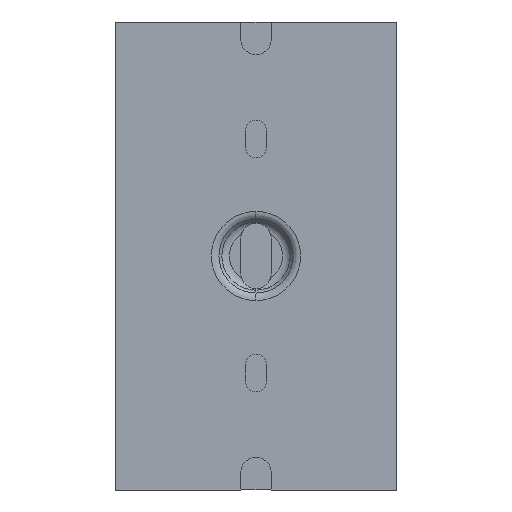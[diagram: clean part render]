
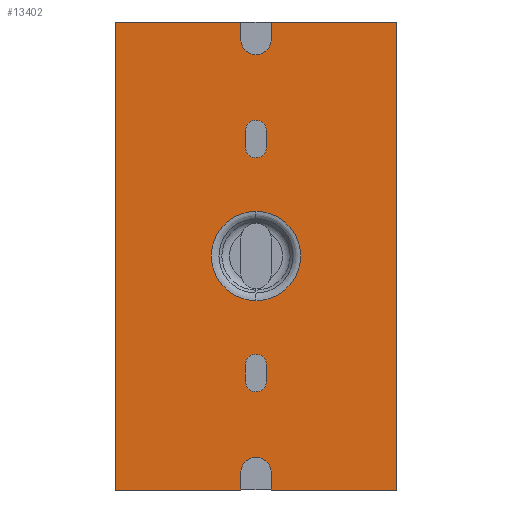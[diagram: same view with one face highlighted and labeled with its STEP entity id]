
A CAD part, front view. The second image highlights one B-rep face of the part: STEP entity #13402.
In plain terms, the highlighted planar face has unit normal (0, -1, 0).
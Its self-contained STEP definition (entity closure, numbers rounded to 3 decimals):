
#4210=DIRECTION('',(-1.,0.,0.));
#4211=VECTOR('',#4210,26.75);
#4212=CARTESIAN_POINT('',(20.,-52.2,1000.));
#4213=LINE('',#4212,#4211);
#4359=DIRECTION('',(-1.,0.,0.));
#4360=VECTOR('',#4359,26.75);
#4361=CARTESIAN_POINT('',(-13.25,-52.2,900.));
#4362=LINE('',#4361,#4360);
#4366=DIRECTION('',(0.,0.,1.));
#4367=VECTOR('',#4366,100.);
#4368=CARTESIAN_POINT('',(-40.,-52.2,900.));
#4369=LINE('',#4368,#4367);
#4373=CARTESIAN_POINT('',(-10.,-52.2,996.25));
#4374=DIRECTION('',(0.,-1.,0.));
#4375=DIRECTION('',(-1.,0.,0.));
#4376=AXIS2_PLACEMENT_3D('',#4373,#4374,#4375);
#4381=CARTESIAN_POINT('',(-10.,-52.2,996.25));
#4382=DIRECTION('',(0.,-1.,0.));
#4383=DIRECTION('',(0.,0.,-1.));
#4384=AXIS2_PLACEMENT_3D('',#4381,#4382,#4383);
#4389=DIRECTION('',(0.,0.,-1.));
#4390=VECTOR('',#4389,100.);
#4391=CARTESIAN_POINT('',(20.,-52.2,1000.));
#4392=LINE('',#4391,#4390);
#4396=CARTESIAN_POINT('',(-10.,-52.2,903.75));
#4397=DIRECTION('',(0.,-1.,0.));
#4398=DIRECTION('',(1.,0.,0.));
#4399=AXIS2_PLACEMENT_3D('',#4396,#4397,#4398);
#4404=CARTESIAN_POINT('',(-10.,-52.2,903.75));
#4405=DIRECTION('',(0.,-1.,0.));
#4406=DIRECTION('',(0.,0.,1.));
#4407=AXIS2_PLACEMENT_3D('',#4404,#4405,#4406);
#4412=CARTESIAN_POINT('',(-10.,-52.2,976.75));
#4413=DIRECTION('',(0.,-1.,0.));
#4414=DIRECTION('',(1.,0.,0.));
#4415=AXIS2_PLACEMENT_3D('',#4412,#4413,#4414);
#4420=CARTESIAN_POINT('',(-10.,-52.2,976.75));
#4421=DIRECTION('',(0.,-1.,0.));
#4422=DIRECTION('',(0.,0.,1.));
#4423=AXIS2_PLACEMENT_3D('',#4420,#4421,#4422);
#4428=CARTESIAN_POINT('',(-10.,-52.2,973.25));
#4429=DIRECTION('',(0.,-1.,0.));
#4430=DIRECTION('',(-1.,0.,0.));
#4431=AXIS2_PLACEMENT_3D('',#4428,#4429,#4430);
#4436=CARTESIAN_POINT('',(-10.,-52.2,973.25));
#4437=DIRECTION('',(0.,-1.,0.));
#4438=DIRECTION('',(0.,0.,-1.));
#4439=AXIS2_PLACEMENT_3D('',#4436,#4437,#4438);
#4444=CARTESIAN_POINT('',(-10.,-52.2,
950.));
#4445=DIRECTION('',(0.,-1.,0.));
#4446=DIRECTION('',(0.,0.,-1.));
#4447=AXIS2_PLACEMENT_3D('',#4444,#4445,#4446);
#4452=CARTESIAN_POINT('',(-10.,-52.2,
950.));
#4453=DIRECTION('',(0.,-1.,0.));
#4454=DIRECTION('',(0.,0.,1.));
#4455=AXIS2_PLACEMENT_3D('',#4452,#4453,#4454);
#4460=CARTESIAN_POINT('',(-10.,-52.2,926.75));
#4461=DIRECTION('',(0.,-1.,0.));
#4462=DIRECTION('',(1.,0.,0.));
#4463=AXIS2_PLACEMENT_3D('',#4460,#4461,#4462);
#4468=CARTESIAN_POINT('',(-10.,-52.2,926.75));
#4469=DIRECTION('',(0.,-1.,0.));
#4470=DIRECTION('',(0.,0.,1.));
#4471=AXIS2_PLACEMENT_3D('',#4468,#4469,#4470);
#4476=CARTESIAN_POINT('',(-10.,-52.2,923.25));
#4477=DIRECTION('',(0.,-1.,0.));
#4478=DIRECTION('',(-1.,0.,0.));
#4479=AXIS2_PLACEMENT_3D('',#4476,#4477,#4478);
#4484=CARTESIAN_POINT('',(-10.,-52.2,923.25));
#4485=DIRECTION('',(0.,-1.,0.));
#4486=DIRECTION('',(0.,0.,-1.));
#4487=AXIS2_PLACEMENT_3D('',#4484,#4485,#4486);
#4807=DIRECTION('',(-1.,0.,0.));
#4808=VECTOR('',#4807,26.75);
#4809=CARTESIAN_POINT('',(-13.25,-52.2,1000.));
#4810=LINE('',#4809,#4808);
#7719=DIRECTION('',(0.,0.,1.));
#7720=VECTOR('',#7719,3.75);
#7721=CARTESIAN_POINT('',(-13.25,-52.2,900.));
#7722=LINE('',#7721,#7720);
#7740=DIRECTION('',(0.,0.,-1.));
#7741=VECTOR('',#7740,3.75);
#7742=CARTESIAN_POINT('',(-6.75,-52.2,903.75));
#7743=LINE('',#7742,#7741);
#7789=DIRECTION('',(1.,0.,0.));
#7790=VECTOR('',#7789,26.75);
#7791=CARTESIAN_POINT('',(-6.75,-52.2,900.));
#7792=LINE('',#7791,#7790);
#9232=DIRECTION('',(0.,0.,-1.));
#9233=VECTOR('',#9232,3.75);
#9234=CARTESIAN_POINT('',(-6.75,-52.2,1000.));
#9235=LINE('',#9234,#9233);
#9253=DIRECTION('',(0.,0.,1.));
#9254=VECTOR('',#9253,3.75);
#9255=CARTESIAN_POINT('',(-13.25,-52.2,996.25));
#9256=LINE('',#9255,#9254);
#9702=DIRECTION('',(0.,0.,1.));
#9703=VECTOR('',#9702,3.5);
#9704=CARTESIAN_POINT('',(-12.25,-52.2,973.25));
#9705=LINE('',#9704,#9703);
#9723=DIRECTION('',(0.,0.,-1.));
#9724=VECTOR('',#9723,3.5);
#9725=CARTESIAN_POINT('',(-7.75,-52.2,976.75));
#9726=LINE('',#9725,#9724);
#9744=DIRECTION('',(0.,0.,1.));
#9745=VECTOR('',#9744,3.5);
#9746=CARTESIAN_POINT('',(-12.25,-52.2,923.25));
#9747=LINE('',#9746,#9745);
#9765=DIRECTION('',(0.,0.,-1.));
#9766=VECTOR('',#9765,3.5);
#9767=CARTESIAN_POINT('',(-7.75,-52.2,926.75));
#9768=LINE('',#9767,#9766);
#11687=CARTESIAN_POINT('',(-40.,-52.2,1000.));
#11689=VERTEX_POINT('',#11687);
#11705=CARTESIAN_POINT('',(-13.25,-52.2,1000.));
#11706=VERTEX_POINT('',#11705);
#11707=CARTESIAN_POINT('',(-40.,-52.2,900.));
#11708=VERTEX_POINT('',#11707);
#11795=CARTESIAN_POINT('',(-13.25,-52.2,900.));
#11796=VERTEX_POINT('',#11795);
#11797=CARTESIAN_POINT('',(-13.25,-52.2,996.25));
#11798=VERTEX_POINT('',#11797);
#11799=CARTESIAN_POINT('',(-10.,-52.2,993.));
#11800=VERTEX_POINT('',#11799);
#11801=CARTESIAN_POINT('',(-6.75,-52.2,996.25));
#11802=VERTEX_POINT('',#11801);
#11803=CARTESIAN_POINT('',(-6.75,-52.2,1000.));
#11804=VERTEX_POINT('',#11803);
#11805=CARTESIAN_POINT('',(20.,-52.2,1000.));
#11806=VERTEX_POINT('',#11805);
#11807=CARTESIAN_POINT('',(20.,-52.2,900.));
#11808=VERTEX_POINT('',#11807);
#11809=CARTESIAN_POINT('',(-6.75,-52.2,900.));
#11810=VERTEX_POINT('',#11809);
#11811=CARTESIAN_POINT('',(-6.75,-52.2,903.75));
#11812=VERTEX_POINT('',#11811);
#11813=CARTESIAN_POINT('',(-10.,-52.2,907.));
#11814=VERTEX_POINT('',#11813);
#11815=CARTESIAN_POINT('',(-13.25,-52.2,903.75));
#11816=VERTEX_POINT('',#11815);
#11817=CARTESIAN_POINT('',(-7.75,-52.2,976.75));
#11818=CARTESIAN_POINT('',(-7.75,-52.2,973.25));
#11819=VERTEX_POINT('',#11817);
#11820=VERTEX_POINT('',#11818);
#11821=CARTESIAN_POINT('',(-10.,-52.2,979.));
#11822=VERTEX_POINT('',#11821);
#11823=CARTESIAN_POINT('',(-12.25,-52.2,976.75));
#11824=VERTEX_POINT('',#11823);
#11825=CARTESIAN_POINT('',(-12.25,-52.2,973.25));
#11826=VERTEX_POINT('',#11825);
#11827=CARTESIAN_POINT('',(-10.,-52.2,971.));
#11828=VERTEX_POINT('',#11827);
#11829=CARTESIAN_POINT('',(-10.,-52.2,
940.468));
#11830=CARTESIAN_POINT('',(-10.,-52.2,
959.532));
#11831=VERTEX_POINT('',#11829);
#11832=VERTEX_POINT('',#11830);
#11833=CARTESIAN_POINT('',(-7.75,-52.2,926.75));
#11834=CARTESIAN_POINT('',(-7.75,-52.2,923.25));
#11835=VERTEX_POINT('',#11833);
#11836=VERTEX_POINT('',#11834);
#11837=CARTESIAN_POINT('',(-10.,-52.2,929.));
#11838=VERTEX_POINT('',#11837);
#11839=CARTESIAN_POINT('',(-12.25,-52.2,926.75));
#11840=VERTEX_POINT('',#11839);
#11841=CARTESIAN_POINT('',(-12.25,-52.2,923.25));
#11842=VERTEX_POINT('',#11841);
#11843=CARTESIAN_POINT('',(-10.,-52.2,921.));
#11844=VERTEX_POINT('',#11843);
#13335=CARTESIAN_POINT('',(20.,-52.2,-1000.));
#13336=DIRECTION('',(0.,1.,0.));
#13337=DIRECTION('',(-1.,0.,0.));
#13338=AXIS2_PLACEMENT_3D('',#13335,#13336,#13337);
#13339=PLANE('',#13338);
#13341=ORIENTED_EDGE('',*,*,#13340,.T.);
#13343=ORIENTED_EDGE('',*,*,#13342,.T.);
#13345=ORIENTED_EDGE('',*,*,#13344,.F.);
#13347=ORIENTED_EDGE('',*,*,#13346,.F.);
#13349=ORIENTED_EDGE('',*,*,#13348,.T.);
#13351=ORIENTED_EDGE('',*,*,#13350,.T.);
#13353=ORIENTED_EDGE('',*,*,#13352,.F.);
#13354=ORIENTED_EDGE('',*,*,#13199,.F.);
#13355=ORIENTED_EDGE('',*,*,#13091,.T.);
#13357=ORIENTED_EDGE('',*,*,#13356,.F.);
#13359=ORIENTED_EDGE('',*,*,#13358,.F.);
#13361=ORIENTED_EDGE('',*,*,#13360,.T.);
#13363=ORIENTED_EDGE('',*,*,#13362,.T.);
#13365=ORIENTED_EDGE('',*,*,#13364,.F.);
#13366=EDGE_LOOP('',(#13341,#13343,#13345,#13347,#13349,#13351,#13353,#13354,
#13355,#13357,#13359,#13361,#13363,#13365));
#13367=FACE_OUTER_BOUND('',#13366,.F.);
#13369=ORIENTED_EDGE('',*,*,#13368,.F.);
#13371=ORIENTED_EDGE('',*,*,#13370,.T.);
#13373=ORIENTED_EDGE('',*,*,#13372,.T.);
#13375=ORIENTED_EDGE('',*,*,#13374,.F.);
#13377=ORIENTED_EDGE('',*,*,#13376,.T.);
#13379=ORIENTED_EDGE('',*,*,#13378,.T.);
#13380=EDGE_LOOP('',(#13369,#13371,#13373,#13375,#13377,#13379));
#13381=FACE_BOUND('',#13380,.F.);
#13383=ORIENTED_EDGE('',*,*,#13382,.T.);
#13385=ORIENTED_EDGE('',*,*,#13384,.T.);
#13386=EDGE_LOOP('',(#13383,#13385));
#13387=FACE_BOUND('',#13386,.F.);
#13389=ORIENTED_EDGE('',*,*,#13388,.F.);
#13391=ORIENTED_EDGE('',*,*,#13390,.T.);
#13393=ORIENTED_EDGE('',*,*,#13392,.T.);
#13395=ORIENTED_EDGE('',*,*,#13394,.F.);
#13397=ORIENTED_EDGE('',*,*,#13396,.T.);
#13399=ORIENTED_EDGE('',*,*,#13398,.T.);
#13400=EDGE_LOOP('',(#13389,#13391,#13393,#13395,#13397,#13399));
#13401=FACE_BOUND('',#13400,.F.);
#4377=CIRCLE('',#4376,3.25);
#4385=CIRCLE('',#4384,3.25);
#4400=CIRCLE('',#4399,3.25);
#4408=CIRCLE('',#4407,3.25);
#4416=CIRCLE('',#4415,2.25);
#4424=CIRCLE('',#4423,2.25);
#4432=CIRCLE('',#4431,2.25);
#4440=CIRCLE('',#4439,2.25);
#4448=CIRCLE('',#4447,9.532);
#4456=CIRCLE('',#4455,9.532);
#4464=CIRCLE('',#4463,2.25);
#4472=CIRCLE('',#4471,2.25);
#4480=CIRCLE('',#4479,2.25);
#4488=CIRCLE('',#4487,2.25);
#13091=EDGE_CURVE('',#11806,#11808,#4392,.T.);
#13199=EDGE_CURVE('',#11806,#11804,#4213,.T.);
#13340=EDGE_CURVE('',#11796,#11708,#4362,.T.);
#13342=EDGE_CURVE('',#11708,#11689,#4369,.T.);
#13344=EDGE_CURVE('',#11706,#11689,#4810,.T.);
#13346=EDGE_CURVE('',#11798,#11706,#9256,.T.);
#13348=EDGE_CURVE('',#11798,#11800,#4377,.T.);
#13350=EDGE_CURVE('',#11800,#11802,#4385,.T.);
#13352=EDGE_CURVE('',#11804,#11802,#9235,.T.);
#13356=EDGE_CURVE('',#11810,#11808,#7792,.T.);
#13358=EDGE_CURVE('',#11812,#11810,#7743,.T.);
#13360=EDGE_CURVE('',#11812,#11814,#4400,.T.);
#13362=EDGE_CURVE('',#11814,#11816,#4408,.T.);
#13364=EDGE_CURVE('',#11796,#11816,#7722,.T.);
#13368=EDGE_CURVE('',#11819,#11820,#9726,.T.);
#13370=EDGE_CURVE('',#11819,#11822,#4416,.T.);
#13372=EDGE_CURVE('',#11822,#11824,#4424,.T.);
#13374=EDGE_CURVE('',#11826,#11824,#9705,.T.);
#13376=EDGE_CURVE('',#11826,#11828,#4432,.T.);
#13378=EDGE_CURVE('',#11828,#11820,#4440,.T.);
#13382=EDGE_CURVE('',#11831,#11832,#4448,.T.);
#13384=EDGE_CURVE('',#11832,#11831,#4456,.T.);
#13388=EDGE_CURVE('',#11835,#11836,#9768,.T.);
#13390=EDGE_CURVE('',#11835,#11838,#4464,.T.);
#13392=EDGE_CURVE('',#11838,#11840,#4472,.T.);
#13394=EDGE_CURVE('',#11842,#11840,#9747,.T.);
#13396=EDGE_CURVE('',#11842,#11844,#4480,.T.);
#13398=EDGE_CURVE('',#11844,#11836,#4488,.T.);
#13402=ADVANCED_FACE('',(#13367,#13381,#13387,#13401),#13339,.F.);
